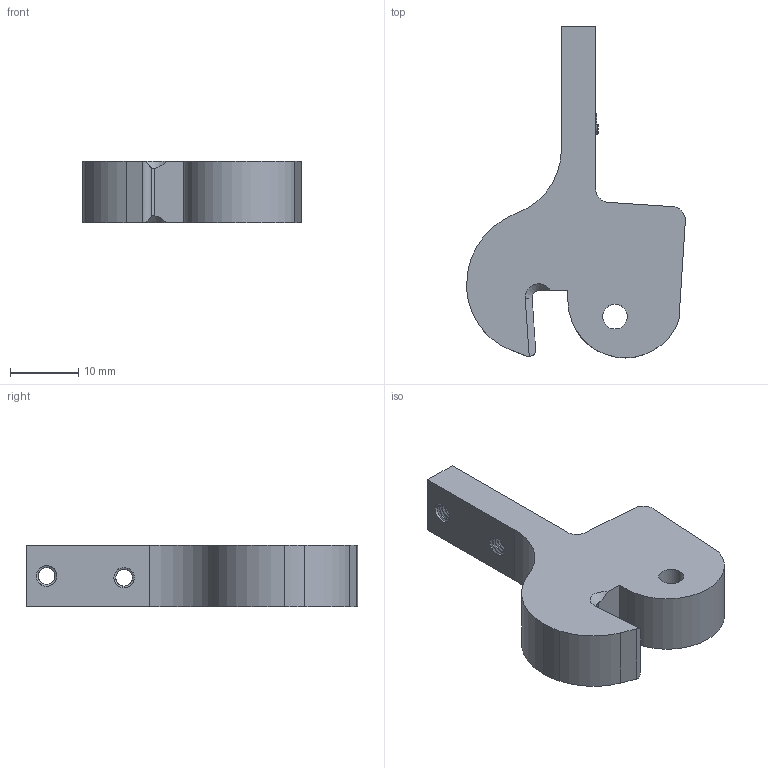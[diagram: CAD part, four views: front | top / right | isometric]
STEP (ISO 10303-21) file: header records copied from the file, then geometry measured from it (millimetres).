
FILE_DESCRIPTION (( 'STEP AP203' ), '1' );
FILE_NAME ('TriggerAlu_AP203.STEP', '2020-03-27T09:19:58', ( '' ), ( '' ), 'SwSTEP 2.0', '', '' );
FILE_SCHEMA (( 'CONFIG_CONTROL_DESIGN' ));
Length unit declared in the file: millimetre
Products named in the file (1): TriggerAlu_AP203
Bounding box: 31.96 x 48.51 x 9 mm (x, y, z)
Volume: 6241.6 mm3; surface area: 3022.1 mm2
Topology: 1 solids, 1 shells, 82 faces, 226 edges, 146 vertices
Faces by surface type: cylinder 55, plane 17, bspline 7, cone 3
Entity records: 5240 total; most frequent: CARTESIAN_POINT 3346, ORIENTED_EDGE 452, DIRECTION 312, EDGE_CURVE 226, VERTEX_POINT 146, AXIS2_PLACEMENT_3D 109, VECTOR 94, LINE 94
